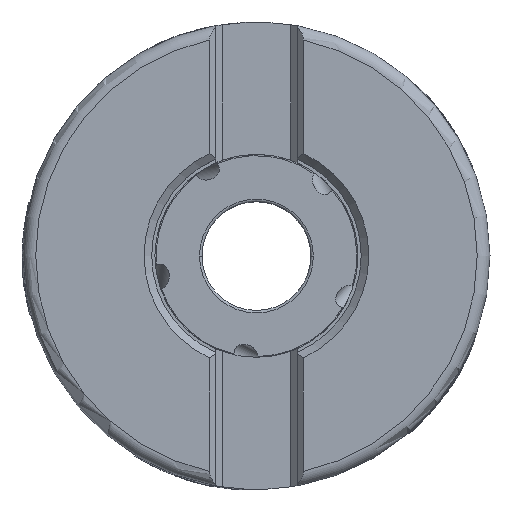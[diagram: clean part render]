
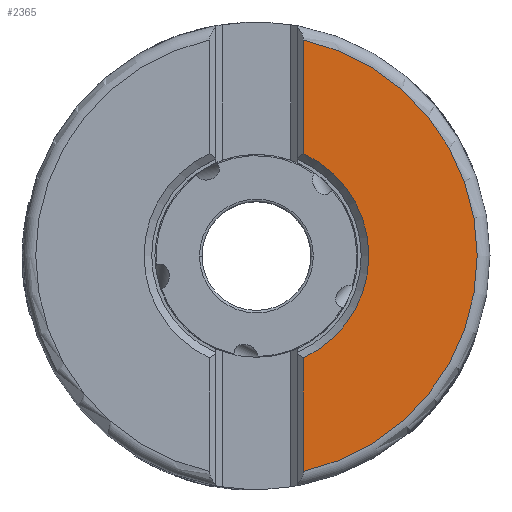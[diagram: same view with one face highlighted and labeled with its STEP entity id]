
A CAD part, top view. The second image highlights one B-rep face of the part: STEP entity #2365.
In plain terms, the highlighted planar face has unit normal (0, 0, 1).
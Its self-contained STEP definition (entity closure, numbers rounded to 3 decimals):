
#755=PLANE('',#13419);
#1172=LINE('',#28584,#1757);
#1173=LINE('',#28585,#1758);
#1757=VECTOR('',#15674,1.);
#1758=VECTOR('',#15675,1.);
#2365=ADVANCED_FACE('',(#3113),#755,.F.);
#3113=FACE_OUTER_BOUND('',#3815,.T.);
#3815=EDGE_LOOP('',(#7113,#7114,#7115,#7116));
#7113=ORIENTED_EDGE('',*,*,#11369,.T.);
#7114=ORIENTED_EDGE('',*,*,#11370,.T.);
#7115=ORIENTED_EDGE('',*,*,#11361,.T.);
#7116=ORIENTED_EDGE('',*,*,#11371,.T.);
#9706=VERTEX_POINT('',#28516);
#9707=VERTEX_POINT('',#28517);
#9712=VERTEX_POINT('',#28582);
#9713=VERTEX_POINT('',#28583);
#11361=EDGE_CURVE('',#9706,#9707,#12330,.T.);
#11369=EDGE_CURVE('',#9712,#9713,#12333,.T.);
#11370=EDGE_CURVE('',#9713,#9706,#1172,.T.);
#11371=EDGE_CURVE('',#9707,#9712,#1173,.T.);
#12330=CIRCLE('',#13413,34.513);
#12333=CIRCLE('',#13418,17.575);
#13413=AXIS2_PLACEMENT_3D('',#28515,#15661,#15662);
#13418=AXIS2_PLACEMENT_3D('',#28581,#15672,#15673);
#13419=AXIS2_PLACEMENT_3D('',#28586,#15676,#15677);
#15661=DIRECTION('',(0.,0.,1.));
#15662=DIRECTION('',(0.213,-0.977,0.));
#15672=DIRECTION('',(0.,0.,-1.));
#15673=DIRECTION('',(0.418,0.908,0.));
#15674=DIRECTION('',(0.,-1.,0.));
#15675=DIRECTION('',(0.,-1.,0.));
#15676=DIRECTION('',(0.,0.,-1.));
#15677=DIRECTION('',(-1.,0.,0.));
#28515=CARTESIAN_POINT('',(0.,0.,0.));
#28516=CARTESIAN_POINT('',(7.35,-33.721,0.));
#28517=CARTESIAN_POINT('',(7.35,33.721,0.));
#28581=CARTESIAN_POINT('',(0.,0.,0.));
#28582=CARTESIAN_POINT('',(7.35,15.964,0.));
#28583=CARTESIAN_POINT('',(7.35,-15.964,0.));
#28584=CARTESIAN_POINT('',(7.35,-15.964,0.));
#28585=CARTESIAN_POINT('',(7.35,33.721,0.));
#28586=CARTESIAN_POINT('',(0.,0.,0.));
